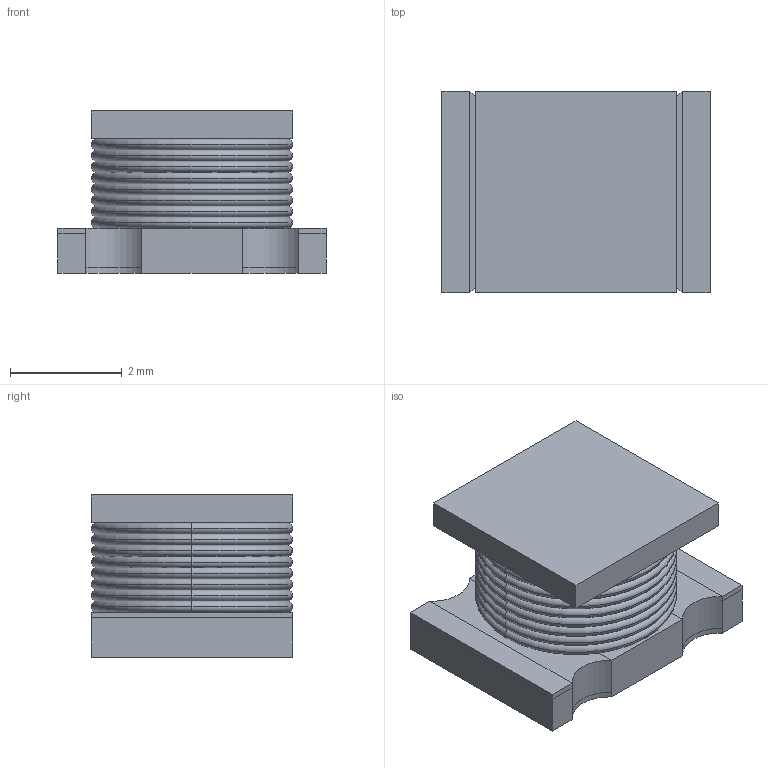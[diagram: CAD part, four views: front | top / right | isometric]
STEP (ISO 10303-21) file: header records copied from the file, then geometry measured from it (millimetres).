
FILE_DESCRIPTION((''),'2;1');
FILE_NAME('IND_MURATA-PS_8400.stp','2011-09-21T16:49:35',(''),(''),'Mechanical Desktop 2011','Mechanical Desktop 2011',', , ');
FILE_SCHEMA(('AUTOMOTIVE_DESIGN { 1 2 10303 214 1 1 1 1 }'));
Length unit declared in the file: millimetre
Products named in the file (1): Product
Bounding box: 4.8 x 3.6 x 2.9 mm (x, y, z)
Volume: 22.5 mm3; surface area: 177.4 mm2
Topology: 18 solids, 18 shells, 92 faces, 184 edges, 112 vertices
Faces by surface type: plane 46, torus 32, cylinder 8, bspline 6
Entity records: 2446 total; most frequent: DIRECTION 438, CARTESIAN_POINT 407, ORIENTED_EDGE 368, EDGE_CURVE 184, AXIS2_PLACEMENT_3D 167, VERTEX_POINT 112, VECTOR 104, LINE 104
